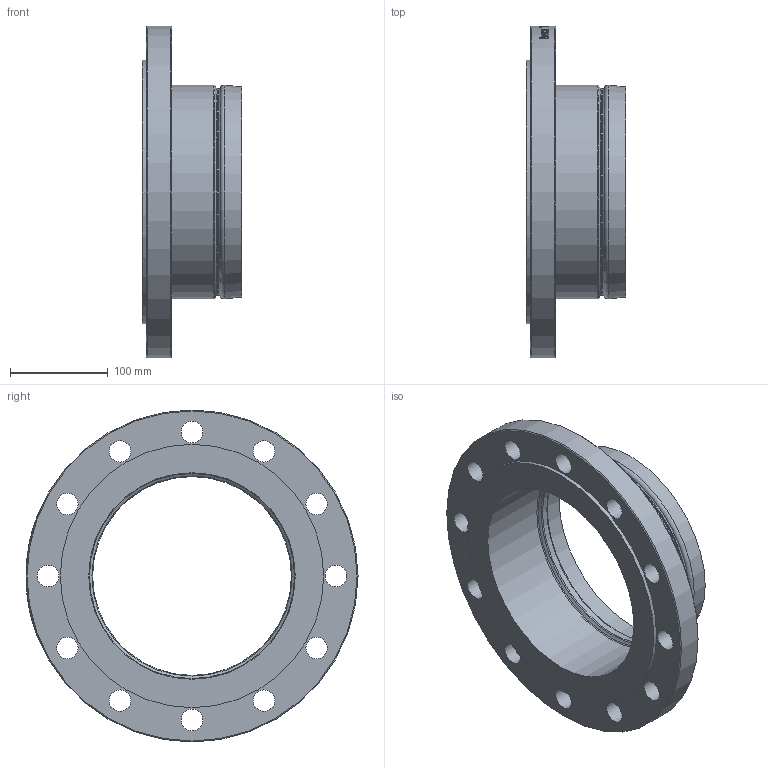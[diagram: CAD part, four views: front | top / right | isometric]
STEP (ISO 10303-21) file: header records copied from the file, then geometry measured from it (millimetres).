
FILE_DESCRIPTION (( 'STEP AP214' ), '1' );
FILE_NAME ('V100-FL-219-16-x Typ E498 PN16 DN200 800 Ø219,1 1812.STEP', '2018-12-27T10:52:33', ( '' ), ( '' ), 'SwSTEP 2.0', 'SolidWorks 2016', '' );
FILE_SCHEMA (( 'AUTOMOTIVE_DESIGN' ));
Length unit declared in the file: millimetre
Products named in the file (1): V100-FL-219-16-x Typ E498 PN16 DN200 800 Ø219,1 1812
Bounding box: 101.6 x 340.12 x 340.11 mm (x, y, z)
Volume: 1603856.1 mm3; surface area: 275099 mm2
Topology: 1 solids, 1 shells, 216 faces, 551 edges, 364 vertices
Faces by surface type: plane 83, bspline 77, cylinder 42, torus 8, cone 6
Full cylindrical faces by diameter (mm): 22.098 x12, 203.683 x1, 211.201 x1, 211.557 x1, 219.075 x1, 269.748 x1, 340.106 x1
Entity records: 12554 total; most frequent: CARTESIAN_POINT 5979, ORIENTED_EDGE 1028, DIRECTION 721, EDGE_CURVE 514, VERTEX_POINT 359, EDGE_LOOP 301, AXIS2_PLACEMENT_3D 257, FACE_OUTER_BOUND 242
